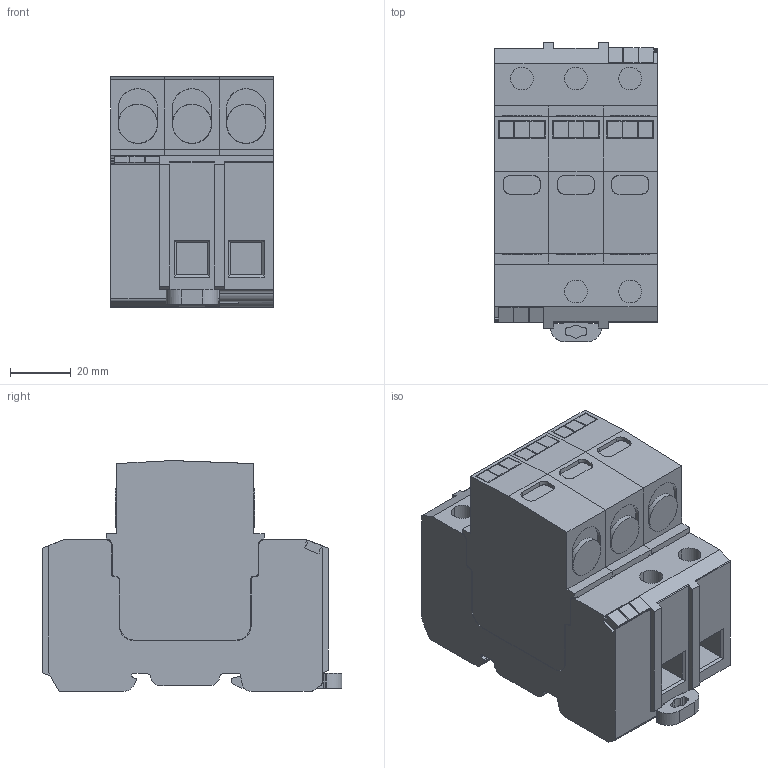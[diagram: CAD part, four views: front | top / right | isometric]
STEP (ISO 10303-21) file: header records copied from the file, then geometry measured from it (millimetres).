
FILE_DESCRIPTION(('CATIA V5 STEP Exchange','CAx-IF Rec.Pracs.--- Model Styling and Organization---1.4--- 2014-01-23'),'2;1');
FILE_NAME ('7057265_7', '2021-12-08T09:57:05+00:00', ('none'), ('Weidmueller'), 'CATIA Version 5-6 Release 2016 SP3 HF44', 'CATIA V5 STEP AP214', 'none');
FILE_SCHEMA(('AUTOMOTIVE_DESIGN { 1 0 10303 214 1 1 1 1 }'));
Length unit declared in the file: millimetre
Products named in the file (1): S3D_VPU_I_II_3_XXX
Bounding box: 53.4 x 98.5 x 75.9 mm (x, y, z)
Volume: 274999.5 mm3; surface area: 69110.1 mm2
Topology: 19 solids, 19 shells, 792 faces, 2175 edges, 1444 vertices
Faces by surface type: plane 541, cylinder 227, extrusion 24
Entity records: 26999 total; most frequent: CARTESIAN_POINT 6567, ORIENTED_EDGE 4350, DIRECTION 3458, EDGE_CURVE 2175, VECTOR 1687, LINE 1663, VERTEX_POINT 1444, AXIS2_PLACEMENT_3D 1061
